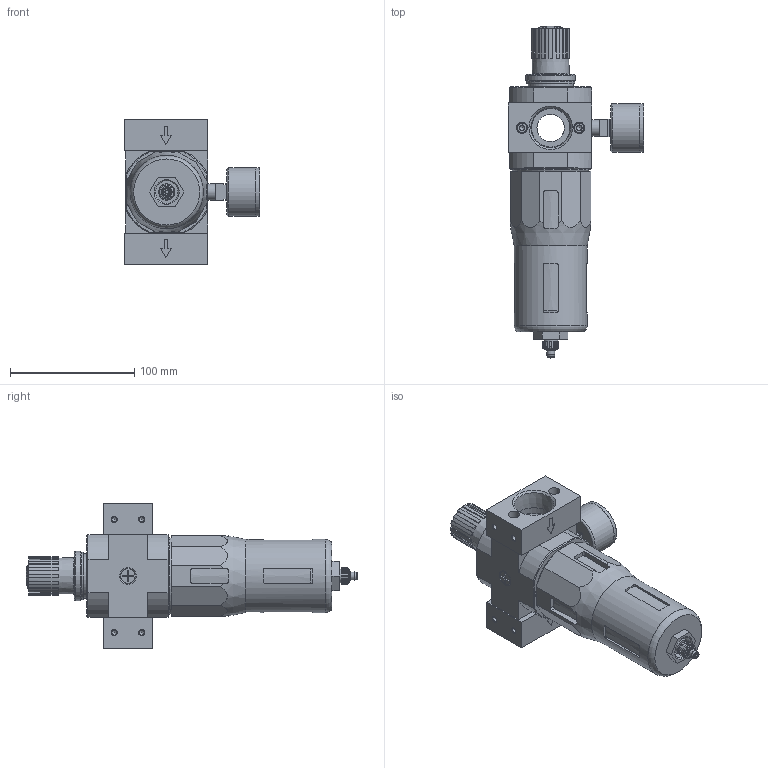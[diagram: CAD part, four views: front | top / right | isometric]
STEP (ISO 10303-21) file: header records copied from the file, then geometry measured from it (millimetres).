
FILE_DESCRIPTION(/* description */ ('STEP AP214'),/* implementation_level */ '2;1');
FILE_NAME(/* name */ '173816_LFR-1-D-5M-MAXI-NPT',/* time_stamp */ '2024-09-03T20:44:58+02:00',/* author */ ('License CC BY-ND 4.0'),/* organization */ ('CADENAS'),/* preprocessor_version */ 'ST-DEVELOPER v19.3',/* originating_system */ 'PARTsolutions',/* authorisation */ ' ');
FILE_SCHEMA (('AUTOMOTIVE_DESIGN {1 0 10303 214 3 1 1}'));
Length unit declared in the file: millimetre
Products named in the file (9): 173816 LFR-1-D-5M-MAXI-NPT---(0); 127317 LFR-D-5M-MAXI--(0); 8003639 PAGN-40-16-G14; 714677 PBL-1-D-MAXI-NPT-R--P1; DIN-912 - M5x20(F); 714675 PBL-1-D-MAXI-NPT-L--P1; 398011 LRVS-D-MINI; 125696 LR/LFR-D-MAXI; 648415 LF
Assembly tree (11 placements, depth 2):
  173816 LFR-1-D-5M-MAXI-NPT---(0)
    127317 LFR-D-5M-MAXI--(0)
    8003639 PAGN-40-16-G14
    714677 PBL-1-D-MAXI-NPT-R--P1
    DIN-912 - M5x20(F)  x4
    714675 PBL-1-D-MAXI-NPT-L--P1
    398011 LRVS-D-MINI
    125696 LR/LFR-D-MAXI
    648415 LF
Bounding box: 108.95 x 267 x 116 mm (x, y, z)
Volume: 782766 mm3; surface area: 107455.8 mm2
Topology: 11 solids, 12 shells, 610 faces, 1489 edges, 947 vertices
Faces by surface type: plane 340, cylinder 138, cone 103, torus 24, sphere 5
Full cylindrical faces by diameter (mm): 2 x1, 3 x1, 4.134 x8, 4.2 x1, 5 x4, 5.3 x4, 5.6 x1, 6.4 x1, 6.8 x1, 7.1 x1, 8.5 x4, 8.7 x1, 9 x5, 9.5 x1, 11 x1, 11.2 x1, 11.445 x2, 12.6 x1, 13.157 x2, 18 x1, 22 x3, 24.9 x1, 26.9 x1, 30 x2, 34 x2, 34.16 x1, 34.376 x1, 36 x1, 38.5 x1, 38.7 x1
Entity records: 17657 total; most frequent: CARTESIAN_POINT 3251, DIRECTION 2512, ORIENTED_EDGE 2344, EDGE_CURVE 1172, AXIS2_PLACEMENT_3D 986, VERTEX_POINT 841, FACE_BOUND 729, EDGE_LOOP 720
